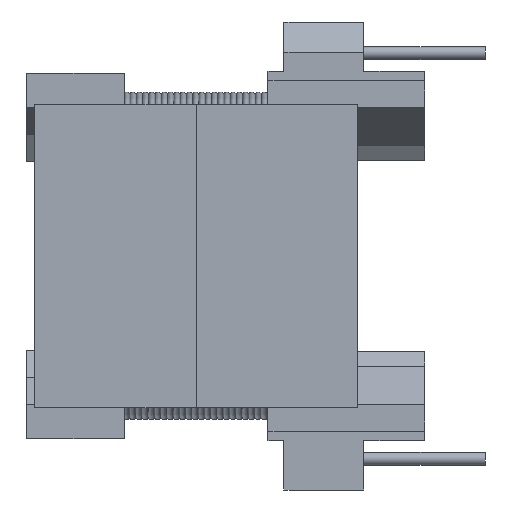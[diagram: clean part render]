
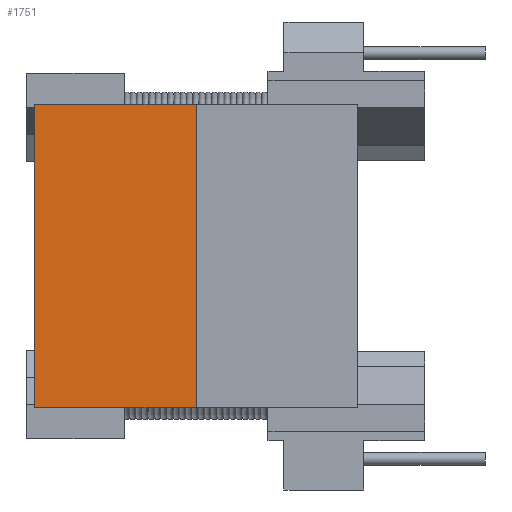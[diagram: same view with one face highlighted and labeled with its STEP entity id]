
A CAD part, left-side view. The second image highlights one B-rep face of the part: STEP entity #1751.
In plain terms, the highlighted face is planar.
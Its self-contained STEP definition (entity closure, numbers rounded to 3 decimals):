
#46 = ORIENTED_EDGE ( 'NONE', *, *, #791, .T. ) ;
#282 = CARTESIAN_POINT ( 'NONE',  ( 13.65, 0., 0. ) ) ;
#455 = LINE ( 'NONE', #5000, #6111 ) ;
#791 = EDGE_CURVE ( 'NONE', #6949, #5985, #2728, .T. ) ;
#1265 = VECTOR ( 'NONE', #3276, 1000. ) ;
#1679 = EDGE_CURVE ( 'NONE', #4797, #6949, #2835, .T. ) ;
#1751 = ADVANCED_FACE ( 'NONE', ( #5319 ), #4924, .F. ) ;
#1874 = EDGE_CURVE ( 'NONE', #4797, #4224, #455, .T. ) ;
#1893 = EDGE_CURVE ( 'NONE', #4224, #5985, #2637, .T. ) ;
#2508 = ORIENTED_EDGE ( 'NONE', *, *, #1893, .F. ) ;
#2547 = CARTESIAN_POINT ( 'NONE',  ( 13.65, 10.1, -9.5 ) ) ;
#2637 = LINE ( 'NONE', #2652, #1265 ) ;
#2652 = CARTESIAN_POINT ( 'NONE',  ( 13.65, 10.1, -9.5 ) ) ;
#2728 = LINE ( 'NONE', #282, #7403 ) ;
#2835 = LINE ( 'NONE', #7135, #4848 ) ;
#3276 = DIRECTION ( 'NONE',  ( 0., -1., 0. ) ) ;
#3562 = ORIENTED_EDGE ( 'NONE', *, *, #1679, .T. ) ;
#3866 = CARTESIAN_POINT ( 'NONE',  ( 13.65, 0., -9.5 ) ) ;
#4224 = VERTEX_POINT ( 'NONE', #2547 ) ;
#4549 = CARTESIAN_POINT ( 'NONE',  ( 13.65, 0., 9.5 ) ) ;
#4713 = DIRECTION ( 'NONE',  ( 0., -1., 0. ) ) ;
#4770 = ORIENTED_EDGE ( 'NONE', *, *, #1874, .F. ) ;
#4797 = VERTEX_POINT ( 'NONE', #4938 ) ;
#4848 = VECTOR ( 'NONE', #4713, 1000. ) ;
#4924 = PLANE ( 'NONE',  #4995 ) ;
#4938 = CARTESIAN_POINT ( 'NONE',  ( 13.65, 10.1, 9.5 ) ) ;
#4995 = AXIS2_PLACEMENT_3D ( 'NONE', #7236, #6002, #5424 ) ;
#5000 = CARTESIAN_POINT ( 'NONE',  ( 13.65, 10.1, 0. ) ) ;
#5319 = FACE_OUTER_BOUND ( 'NONE', #7132, .T. ) ;
#5424 = DIRECTION ( 'NONE',  ( 0., 0., 1. ) ) ;
#5985 = VERTEX_POINT ( 'NONE', #3866 ) ;
#6002 = DIRECTION ( 'NONE',  ( -1., 0., 0. ) ) ;
#6111 = VECTOR ( 'NONE', #6772, 1000. ) ;
#6200 = DIRECTION ( 'NONE',  ( 0., 0., -1. ) ) ;
#6772 = DIRECTION ( 'NONE',  ( 0., 0., -1. ) ) ;
#6949 = VERTEX_POINT ( 'NONE', #4549 ) ;
#7132 = EDGE_LOOP ( 'NONE', ( #46, #2508, #4770, #3562 ) ) ;
#7135 = CARTESIAN_POINT ( 'NONE',  ( 13.65, 10.1, 9.5 ) ) ;
#7236 = CARTESIAN_POINT ( 'NONE',  ( 13.65, 10.1, 0. ) ) ;
#7403 = VECTOR ( 'NONE', #6200, 1000. ) ;
